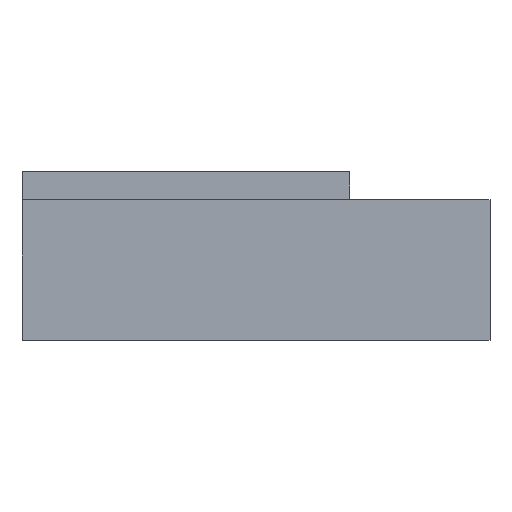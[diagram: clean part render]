
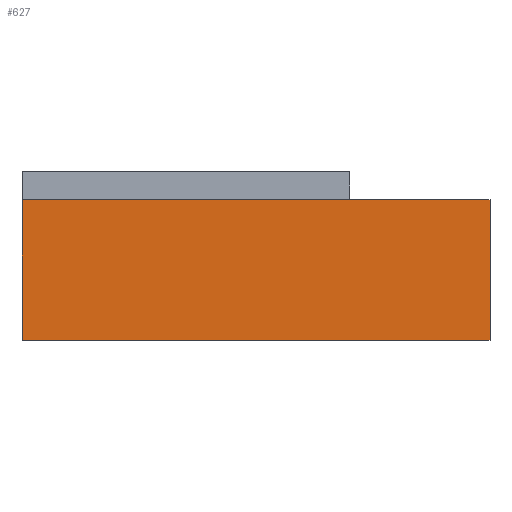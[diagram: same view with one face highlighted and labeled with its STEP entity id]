
A CAD part, left-side view. The second image highlights one B-rep face of the part: STEP entity #627.
In plain terms, the highlighted planar face has unit normal (-1, 0, 0).
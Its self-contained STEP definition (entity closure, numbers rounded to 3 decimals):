
#27=FACE_OUTER_BOUND('',#61,.T.);
#61=EDGE_LOOP('',(#457,#458,#459,#460));
#95=LINE('',#882,#183);
#116=LINE('',#925,#204);
#117=LINE('',#926,#205);
#118=LINE('',#927,#206);
#183=VECTOR('',#718,10.);
#204=VECTOR('',#755,10.);
#205=VECTOR('',#756,10.);
#206=VECTOR('',#757,10.);
#269=VERTEX_POINT('',#879);
#270=VERTEX_POINT('',#881);
#283=VERTEX_POINT('',#923);
#284=VERTEX_POINT('',#924);
#329=EDGE_CURVE('',#269,#270,#95,.T.);
#350=EDGE_CURVE('',#283,#284,#116,.T.);
#351=EDGE_CURVE('',#284,#270,#117,.T.);
#352=EDGE_CURVE('',#283,#269,#118,.T.);
#457=ORIENTED_EDGE('',*,*,#350,.T.);
#458=ORIENTED_EDGE('',*,*,#351,.T.);
#459=ORIENTED_EDGE('',*,*,#329,.F.);
#460=ORIENTED_EDGE('',*,*,#352,.F.);
#593=PLANE('',#676);
#627=ADVANCED_FACE('',(#27),#593,.T.);
#676=AXIS2_PLACEMENT_3D('',#922,#753,#754);
#718=DIRECTION('',(0.,-1.,0.));
#753=DIRECTION('center_axis',(-1.,0.,0.));
#754=DIRECTION('ref_axis',(0.,-1.,0.));
#755=DIRECTION('',(0.,-1.,0.));
#756=DIRECTION('',(0.,0.,1.));
#757=DIRECTION('',(0.,0.,1.));
#879=CARTESIAN_POINT('',(-5.,2.,3.));
#881=CARTESIAN_POINT('',(-5.,-8.,3.));
#882=CARTESIAN_POINT('',(-5.,2.,3.));
#922=CARTESIAN_POINT('Origin',(-5.,2.,0.));
#923=CARTESIAN_POINT('',(-5.,2.,0.));
#924=CARTESIAN_POINT('',(-5.,-8.,0.));
#925=CARTESIAN_POINT('',(-5.,2.,0.));
#926=CARTESIAN_POINT('',(-5.,-8.,0.));
#927=CARTESIAN_POINT('',(-5.,2.,0.));
